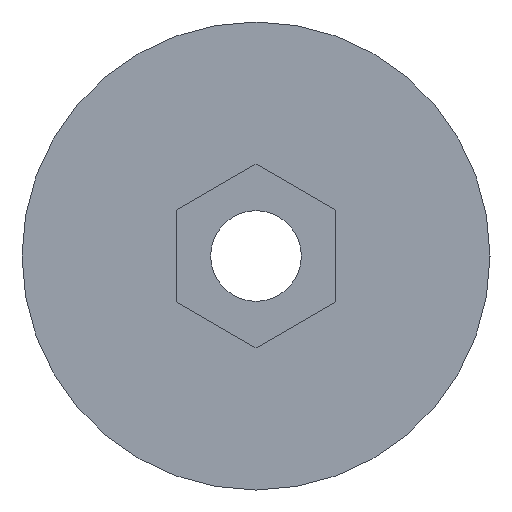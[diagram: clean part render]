
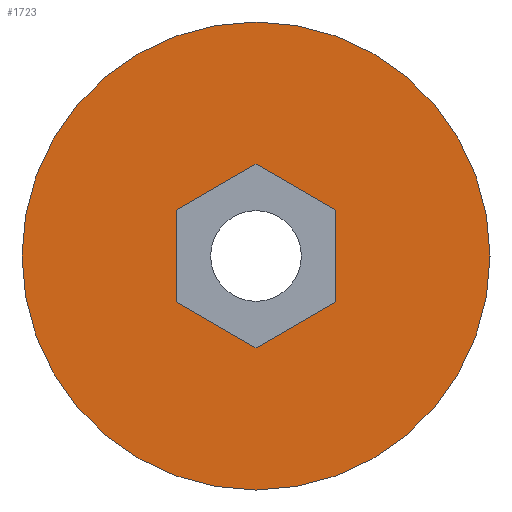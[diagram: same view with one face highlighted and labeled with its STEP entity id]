
A CAD part, left-side view. The second image highlights one B-rep face of the part: STEP entity #1723.
In plain terms, the highlighted planar face has unit normal (-1, 0, 0).
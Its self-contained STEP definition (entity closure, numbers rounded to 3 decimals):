
#115=CARTESIAN_POINT('',(0.,0.,0.));
#116=DIRECTION('',(-1.,0.,0.));
#117=DIRECTION('',(0.,1.,0.));
#118=AXIS2_PLACEMENT_3D('',#115,#116,#117);
#120=CARTESIAN_POINT('',(0.,0.,0.));
#121=DIRECTION('',(-1.,0.,0.));
#122=DIRECTION('',(0.,-1.,0.));
#123=AXIS2_PLACEMENT_3D('',#120,#121,#122);
#125=DIRECTION('',(0.,-0.866,-0.5));
#126=VECTOR('',#125,0.924);
#127=CARTESIAN_POINT('',(0.,0.,0.924));
#128=LINE('',#127,#126);
#129=DIRECTION('',(0.,-0.866,0.5));
#130=VECTOR('',#129,0.924);
#131=CARTESIAN_POINT('',(0.,0.8,0.462));
#132=LINE('',#131,#130);
#133=DIRECTION('',(0.,0.,1.));
#134=VECTOR('',#133,0.924);
#135=CARTESIAN_POINT('',(0.,0.8,-0.462));
#136=LINE('',#135,#134);
#137=DIRECTION('',(0.,0.866,0.5));
#138=VECTOR('',#137,0.924);
#139=CARTESIAN_POINT('',(0.,0.,-0.924));
#140=LINE('',#139,#138);
#141=DIRECTION('',(0.,0.866,-0.5));
#142=VECTOR('',#141,0.924);
#143=CARTESIAN_POINT('',(0.,-0.8,-0.462));
#144=LINE('',#143,#142);
#145=DIRECTION('',(0.,0.,-1.));
#146=VECTOR('',#145,0.924);
#147=CARTESIAN_POINT('',(0.,-0.8,0.462));
#148=LINE('',#147,#146);
#1647=CARTESIAN_POINT('',(0.,0.,0.924));
#1648=CARTESIAN_POINT('',(0.,-0.8,0.462));
#1649=VERTEX_POINT('',#1647);
#1650=VERTEX_POINT('',#1648);
#1651=CARTESIAN_POINT('',(0.,-0.8,-0.462));
#1652=VERTEX_POINT('',#1651);
#1653=CARTESIAN_POINT('',(0.,0.,-0.924));
#1654=VERTEX_POINT('',#1653);
#1655=CARTESIAN_POINT('',(0.,0.8,-0.462));
#1656=VERTEX_POINT('',#1655);
#1657=CARTESIAN_POINT('',(0.,0.8,0.462));
#1658=VERTEX_POINT('',#1657);
#1675=CARTESIAN_POINT('',(0.,2.35,0.));
#1676=CARTESIAN_POINT('',(0.,-2.35,0.));
#1677=VERTEX_POINT('',#1675);
#1678=VERTEX_POINT('',#1676);
#1698=CARTESIAN_POINT('',(0.,0.,0.));
#1699=DIRECTION('',(1.,0.,0.));
#1700=DIRECTION('',(0.,-1.,0.));
#1701=AXIS2_PLACEMENT_3D('',#1698,#1699,#1700);
#1702=PLANE('',#1701);
#1704=ORIENTED_EDGE('',*,*,#1703,.F.);
#1706=ORIENTED_EDGE('',*,*,#1705,.F.);
#1707=EDGE_LOOP('',(#1704,#1706));
#1708=FACE_OUTER_BOUND('',#1707,.F.);
#1710=ORIENTED_EDGE('',*,*,#1709,.F.);
#1712=ORIENTED_EDGE('',*,*,#1711,.F.);
#1714=ORIENTED_EDGE('',*,*,#1713,.F.);
#1716=ORIENTED_EDGE('',*,*,#1715,.F.);
#1718=ORIENTED_EDGE('',*,*,#1717,.F.);
#1720=ORIENTED_EDGE('',*,*,#1719,.F.);
#1721=EDGE_LOOP('',(#1710,#1712,#1714,#1716,#1718,#1720));
#1722=FACE_BOUND('',#1721,.F.);
#119=CIRCLE('',#118,2.35);
#124=CIRCLE('',#123,2.35);
#1703=EDGE_CURVE('',#1677,#1678,#119,.T.);
#1705=EDGE_CURVE('',#1678,#1677,#124,.T.);
#1709=EDGE_CURVE('',#1649,#1650,#128,.T.);
#1711=EDGE_CURVE('',#1658,#1649,#132,.T.);
#1713=EDGE_CURVE('',#1656,#1658,#136,.T.);
#1715=EDGE_CURVE('',#1654,#1656,#140,.T.);
#1717=EDGE_CURVE('',#1652,#1654,#144,.T.);
#1719=EDGE_CURVE('',#1650,#1652,#148,.T.);
#1723=ADVANCED_FACE('',(#1708,#1722),#1702,.F.);
